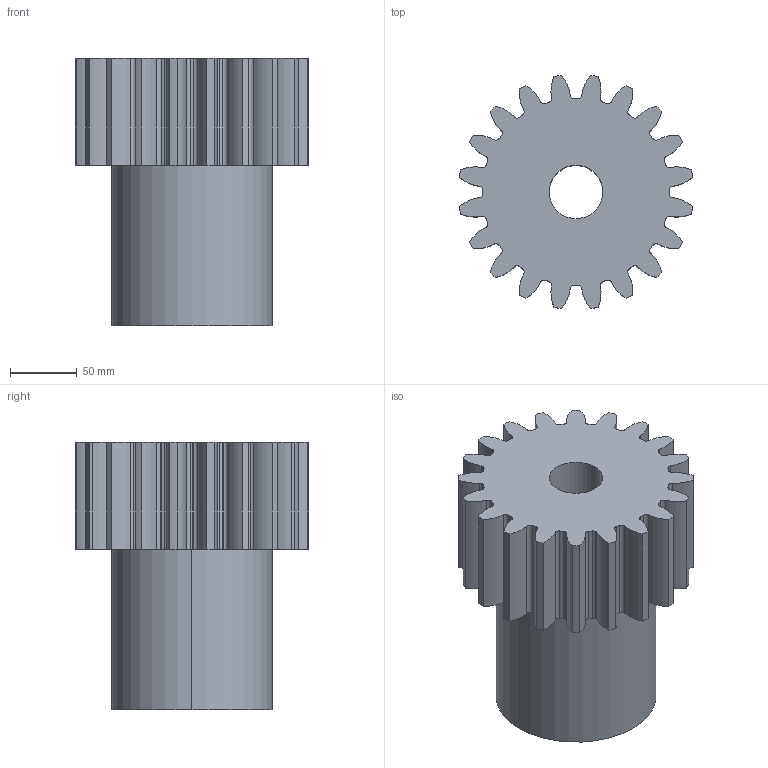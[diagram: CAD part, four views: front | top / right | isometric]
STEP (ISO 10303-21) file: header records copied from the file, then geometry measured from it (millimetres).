
FILE_DESCRIPTION (( 'STEP AP214' ), '1' );
FILE_NAME ('116-080-420.step', '2010-07-19T09:31:07', ( 'WMH Herion Antriebstechnik GmbH' ), ( 'WMH Herion Antriebstechnik GmbH' ), 'SwSTEP 2.0', 'SolidWorks 2010', '' );
FILE_SCHEMA (( 'AUTOMOTIVE_DESIGN' ));
Length unit declared in the file: millimetre
Products named in the file (1): 116-080-420
Bounding box: 174.62 x 174.62 x 200 mm (x, y, z)
Volume: 2685551.4 mm3; surface area: 186927.6 mm2
Topology: 1 solids, 1 shells, 142 faces, 417 edges, 278 vertices
Faces by surface type: cylinder 139, plane 3
Entity records: 4937 total; most frequent: DIRECTION 981, CARTESIAN_POINT 838, ORIENTED_EDGE 834, AXIS2_PLACEMENT_3D 421, EDGE_CURVE 417, VERTEX_POINT 278, CIRCLE 278, EDGE_LOOP 145
